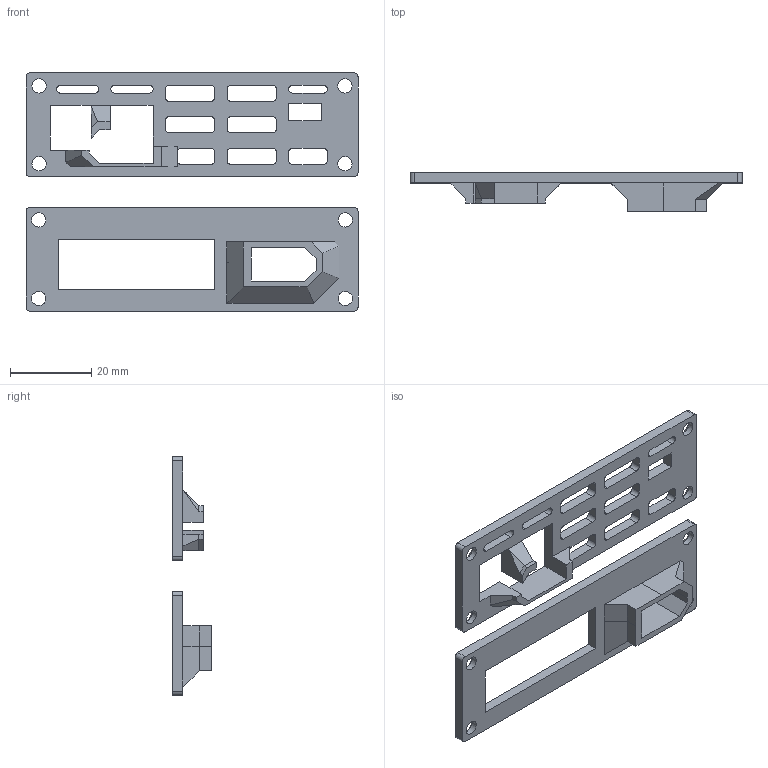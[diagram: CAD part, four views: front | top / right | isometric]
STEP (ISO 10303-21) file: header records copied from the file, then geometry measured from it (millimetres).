
FILE_DESCRIPTION(/* description */ (''),/* implementation_level */ '2;1');
FILE_NAME(/* name */ 'junsi_caps.step',/* time_stamp */ '2018-07-16T02:00:34+02:00',/* author */ ('moritz.plattner'),/* organization */ (''),/* preprocessor_version */ 'ST-DEVELOPER v17',/* originating_system */ 'Autodesk Translation Framework v7.1.0.215',/* authorisation */ '');
FILE_SCHEMA (('AUTOMOTIVE_DESIGN { 1 0 10303 214 3 1 1 }'));
Length unit declared in the file: millimetre
Products named in the file (1): caps
Bounding box: 81.5 x 9.5 x 58.5 mm (x, y, z)
Volume: 8132 mm3; surface area: 9140.8 mm2
Topology: 2 solids, 2 shells, 167 faces, 474 edges, 311 vertices
Faces by surface type: plane 103, cylinder 56, cone 8
Full cylindrical faces by diameter (mm): 3.5 x8
Entity records: 5537 total; most frequent: CARTESIAN_POINT 953, ORIENTED_EDGE 948, DIRECTION 932, EDGE_CURVE 474, LINE 352, VECTOR 352, VERTEX_POINT 311, AXIS2_PLACEMENT_3D 290
